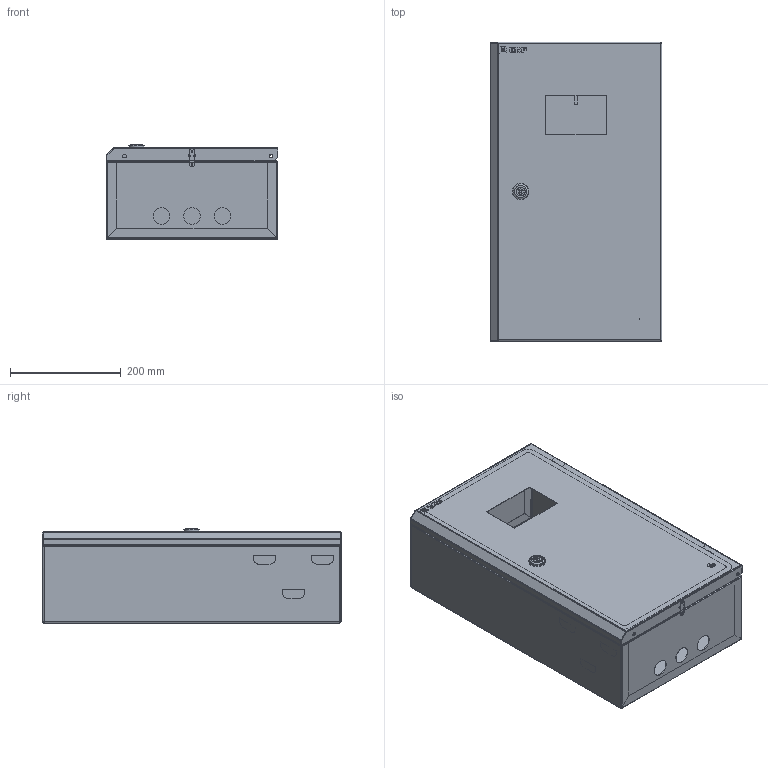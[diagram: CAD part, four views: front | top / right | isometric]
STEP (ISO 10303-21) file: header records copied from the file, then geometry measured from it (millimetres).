
FILE_DESCRIPTION (( 'STEP AP214' ), '1' );
FILE_NAME ('ÙÓ 3-1-0 540õ310õ165 iP54 ÌÈ-512.00.00.000 ÑÁ.STEP', '2017-08-29T10:39:09', ( 'Admin' ), ( '' ), 'SwSTEP 2.0', 'SolidWorks 2017', '' );
FILE_SCHEMA (( 'AUTOMOTIVE_DESIGN' ));
Length unit declared in the file: millimetre
Products named in the file (26): rivet 02_din_DIN 660-5x8-St-A-2; Êðîíøòåéí 40õ40; hex flange nut_din_Hexagon Flange Nut DIN 6923 - M6 - N; Øïèëüêà Ì6õ12; Íàâåñêà íà êîðïóñ ïîä êëåïêó; Øïèëüêà îáìåäíåííàÿ Ì6õ20; Äâåðü â ñáîðå ÌÈ-512.02.00.000 ÑÁ_„¢¥àì á ¢ëá¢®¡®¦¤¥­¨ï¬¨; Ñòåíêà çàäíÿÿ ÌÈ-512.01.01.001; ÙÓ 3-1-0 540õ310õ165 iP54 ÌÈ-512.00.00.000 ÑÁ; ﾄ粢 ﾌﾈ-512.02.00.001; Ïåòëÿ íà äâåðü ï-îáðàçíàÿ; ÓÊ íà äâåðü; 呧蜦 3D; Çàìîê áîëüøîé; Êîðïóñ â ñáîðå ÌÈ-512.01.00.000 ÑÁ; Ñòåíêà âåðõíÿÿ ÌÈ-512.01.00.001_áâ¥­ª  ¢¥àå­ïï; split pin_din_DIN 94-4x56-C-St; cross ph tapping 968_din_Screw DIN 968-ST4.2x13-C-H-N; ÌÈ-512.01.02.000 Ñòåíêà íèæíÿÿ â ñáîðå; DIN-ðåéêà L= 280; Ïåòëÿ ÙÓ 1_1.01.01.02; ÌÈ-512.03.00.000 Ïàíåëü â ñáîðå; Ñòåíêà íèæíÿÿ ÌÈ-512.01.02.001_áâ¥­ª  ¢¥àå­ïï; 昈-512.03.00.001 眈翴錪; Ïàíåëü ñ÷åò÷èêà 3õ ôàçíîãî ÌÈ-512.00.00.001; Ñòåíêà çàäíÿÿ â ñáîðå ÌÈ-512.01.01.000 ÑÁ
Assembly tree (47 placements, depth 4):
  ÙÓ 3-1-0 540õ310õ165 iP54 ÌÈ-512.00.00.000 ÑÁ
    Êîðïóñ â ñáîðå ÌÈ-512.01.00.000 ÑÁ
      Ñòåíêà çàäíÿÿ â ñáîðå ÌÈ-512.01.01.000 ÑÁ
        Ñòåíêà çàäíÿÿ ÌÈ-512.01.01.001
        Øïèëüêà îáìåäíåííàÿ Ì6õ20  x2
        Øïèëüêà Ì6õ12
        Êðîíøòåéí 40õ40  x6
      ÌÈ-512.01.02.000 Ñòåíêà íèæíÿÿ â ñáîðå
        Ñòåíêà íèæíÿÿ ÌÈ-512.01.02.001_áâ¥­ª  ¢¥àå­ïï
        Ïåòëÿ ÙÓ 1_1.01.01.02
      Ñòåíêà âåðõíÿÿ ÌÈ-512.01.00.001_áâ¥­ª  ¢¥àå­ïï
    Äâåðü â ñáîðå ÌÈ-512.02.00.000 ÑÁ_„¢¥àì á ¢ëá¢®¡®¦¤¥­¨ï¬¨
      Çàìîê áîëüøîé
      ÓÊ íà äâåðü
      Øïèëüêà Ì6õ12
      Ïåòëÿ íà äâåðü ï-îáðàçíàÿ  x2
      ﾄ粢 ﾌﾈ-512.02.00.001
      呧蜦 3D
    Íàâåñêà íà êîðïóñ ïîä êëåïêó  x2
    hex flange nut_din_Hexagon Flange Nut DIN 6923 - M6 - N  x4
    rivet 02_din_DIN 660-5x8-St-A-2  x4
    Ïàíåëü ñ÷åò÷èêà 3õ ôàçíîãî ÌÈ-512.00.00.001
    ÌÈ-512.03.00.000 Ïàíåëü â ñáîðå
      昈-512.03.00.001 眈翴錪
      Øïèëüêà Ì6õ12
    DIN-ðåéêà L= 280
    cross ph tapping 968_din_Screw DIN 968-ST4.2x13-C-H-N  x6
    split pin_din_DIN 94-4x56-C-St  x2
Bounding box: 310 x 541 x 170.3 mm (x, y, z)
Volume: 890198.9 mm3; surface area: 1657917.1 mm2
Topology: 49 solids, 54 shells, 1360 faces, 3220 edges, 1979 vertices
Faces by surface type: plane 754, cylinder 437, cone 72, torus 44, bspline 41, sphere 12
Entity records: 30289 total; most frequent: CARTESIAN_POINT 5716, DIRECTION 4565, ORIENTED_EDGE 4294, EDGE_CURVE 2147, AXIS2_PLACEMENT_3D 1579, VECTOR 1407, LINE 1407, VERTEX_POINT 1320
